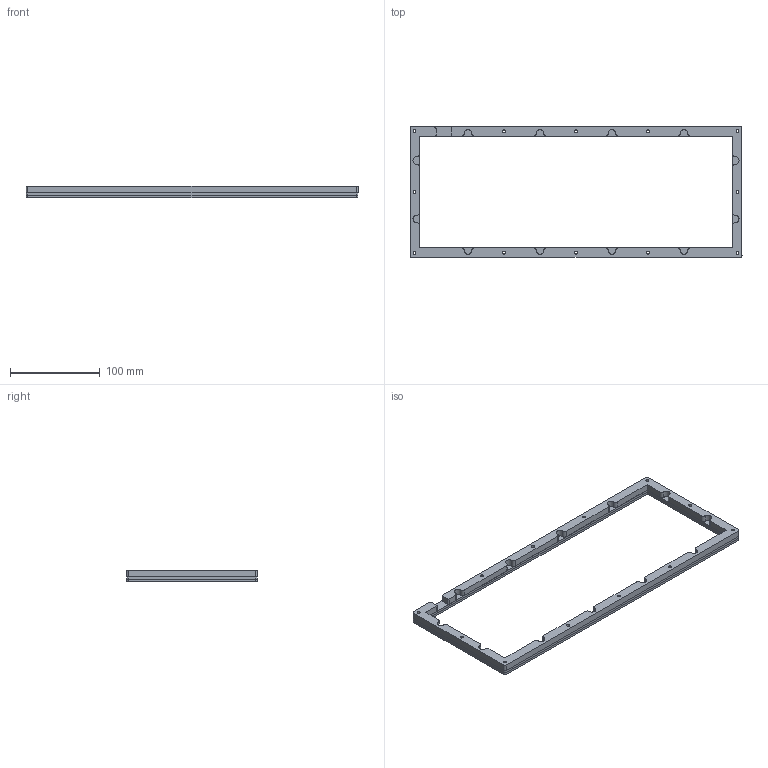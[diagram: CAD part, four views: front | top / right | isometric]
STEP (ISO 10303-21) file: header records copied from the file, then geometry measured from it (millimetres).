
FILE_DESCRIPTION(/* description */ (''),/* implementation_level */ '2;1');
FILE_NAME(/* name */ '边框.step',/* time_stamp */ '2021-11-21T20:52:01+08:00',/* author */ (''),/* organization */ (''),/* preprocessor_version */ 'ST-DEVELOPER v18.1',/* originating_system */ 'Autodesk Translation Framework v10.10.0.1391',/* authorisation */ '');
FILE_SCHEMA (('AUTOMOTIVE_DESIGN { 1 0 10303 214 3 1 1 }'));
Length unit declared in the file: millimetre
Products named in the file (3): 5-6-边框; 7-边框; 零部件1
Assembly tree (3 placements, depth 2):
  5-6-边框
    零部件1  x2
    7-边框
Bounding box: 369.06 x 145.23 x 12.9 mm (x, y, z)
Volume: 125870.4 mm3; surface area: 87418.2 mm2
Topology: 3 solids, 3 shells, 134 faces, 384 edges, 256 vertices
Faces by surface type: cylinder 88, plane 46
Full cylindrical faces by diameter (mm): 3.2 x36
Entity records: 3820 total; most frequent: DIRECTION 684, CARTESIAN_POINT 634, ORIENTED_EDGE 624, EDGE_CURVE 312, AXIS2_PLACEMENT_3D 258, VERTEX_POINT 208, LINE 168, VECTOR 168
